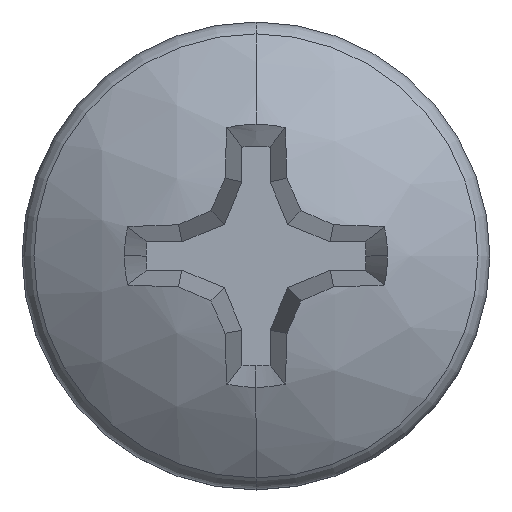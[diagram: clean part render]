
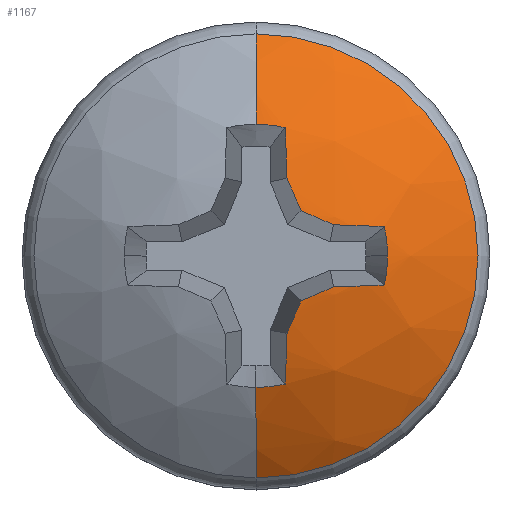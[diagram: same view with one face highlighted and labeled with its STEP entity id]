
A CAD part, top view. The second image highlights one B-rep face of the part: STEP entity #1167.
In plain terms, the highlighted spherical face has radius 3.25 mm.
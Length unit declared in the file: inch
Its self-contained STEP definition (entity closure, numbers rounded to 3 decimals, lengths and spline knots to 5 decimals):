
#50 = ORIENTED_EDGE ( 'NONE', *, *, #4592, .T. ) ;
#180 = CARTESIAN_POINT ( 'NONE',  ( 0., 0., 0.05308 ) ) ;
#313 = EDGE_CURVE ( 'NONE', #374, #1449, #1302, .T. ) ;
#315 = DIRECTION ( 'NONE',  ( 0.122, 0., 0.993 ) ) ;
#348 = DIRECTION ( 'NONE',  ( 0.993, 0., -0.122 ) ) ;
#372 = CARTESIAN_POINT ( 'NONE',  ( 0., 0., -0.06596 ) ) ;
#374 = VERTEX_POINT ( 'NONE', #2785 ) ;
#489 = EDGE_CURVE ( 'NONE', #5022, #5306, #2711, .T. ) ;
#536 = CARTESIAN_POINT ( 'NONE',  ( 0., -0.00415, -0.06545 ) ) ;
#600 = ORIENTED_EDGE ( 'NONE', *, *, #1140, .T. ) ;
#641 = EDGE_CURVE ( 'NONE', #3246, #4456, #3965, .T. ) ;
#671 = CIRCLE ( 'NONE', #6134, 0.04693 ) ;
#679 = ORIENTED_EDGE ( 'NONE', *, *, #6225, .F. ) ;
#750 = EDGE_CURVE ( 'NONE', #3334, #374, #671, .T. ) ;
#792 = AXIS2_PLACEMENT_3D ( 'NONE', #3291, #1855, #3270 ) ;
#833 = CARTESIAN_POINT ( 'NONE',  ( 0., 0., -0.06596 ) ) ;
#841 = CARTESIAN_POINT ( 'NONE',  ( 0.01607, 0.01607, 0.05997 ) ) ;
#970 = DIRECTION ( 'NONE',  ( -1., 0., 0. ) ) ;
#1134 = DIRECTION ( 'NONE',  ( 0., 0.993, -0.122 ) ) ;
#1140 = EDGE_CURVE ( 'NONE', #1595, #4531, #1531, .T. ) ;
#1167 = ADVANCED_FACE ( 'NONE', ( #6491 ), #5001, .T. ) ;
#1276 = CARTESIAN_POINT ( 'NONE',  ( 0.00504, -0.00209, -0.06663 ) ) ;
#1284 = AXIS2_PLACEMENT_3D ( 'NONE', #833, #6449, #1872 ) ;
#1302 = CIRCLE ( 'NONE', #792, 0.04693 ) ;
#1325 = ORIENTED_EDGE ( 'NONE', *, *, #1770, .F. ) ;
#1356 = DIRECTION ( 'NONE',  ( -1., 0., 0. ) ) ;
#1423 = EDGE_CURVE ( 'NONE', #5553, #3334, #3812, .T. ) ;
#1448 = CARTESIAN_POINT ( 'NONE',  ( 0.01107, -0.02768, 0.05848 ) ) ;
#1449 = VERTEX_POINT ( 'NONE', #5570 ) ;
#1461 = CARTESIAN_POINT ( 'NONE',  ( 0., 0., 0.05308 ) ) ;
#1483 = CIRCLE ( 'NONE', #3129, 0.12784 ) ;
#1531 = CIRCLE ( 'NONE', #1284, 0.12796 ) ;
#1576 = ORIENTED_EDGE ( 'NONE', *, *, #4350, .T. ) ;
#1595 = VERTEX_POINT ( 'NONE', #3156 ) ;
#1624 = CARTESIAN_POINT ( 'NONE',  ( 0.02768, 0.01107, 0.05848 ) ) ;
#1697 = CARTESIAN_POINT ( 'NONE',  ( 0., 0.00415, -0.06545 ) ) ;
#1770 = EDGE_CURVE ( 'NONE', #3246, #4112, #5710, .T. ) ;
#1855 = DIRECTION ( 'NONE',  ( 0., 0., -1. ) ) ;
#1872 = DIRECTION ( 'NONE',  ( 0., 1., 0. ) ) ;
#1951 = AXIS2_PLACEMENT_3D ( 'NONE', #372, #2430, #4853 ) ;
#2032 = CARTESIAN_POINT ( 'NONE',  ( 0., 0.07925, 0.0345 ) ) ;
#2075 = CARTESIAN_POINT ( 'NONE',  ( 0.01041, -0.04576, 0.05308 ) ) ;
#2173 = AXIS2_PLACEMENT_3D ( 'NONE', #3316, #2766, #4343 ) ;
#2217 = AXIS2_PLACEMENT_3D ( 'NONE', #180, #5196, #2718 ) ;
#2347 = ORIENTED_EDGE ( 'NONE', *, *, #489, .T. ) ;
#2428 = DIRECTION ( 'NONE',  ( -0.383, -0.924, 0. ) ) ;
#2430 = DIRECTION ( 'NONE',  ( 1., 0., 0. ) ) ;
#2519 = CARTESIAN_POINT ( 'NONE',  ( 0.00209, -0.00504, -0.06663 ) ) ;
#2566 = EDGE_CURVE ( 'NONE', #4456, #5022, #4912, .T. ) ;
#2711 = CIRCLE ( 'NONE', #2173, 0.12784 ) ;
#2718 = DIRECTION ( 'NONE',  ( 0., 1., 0. ) ) ;
#2744 = DIRECTION ( 'NONE',  ( 0., 0., 1. ) ) ;
#2766 = DIRECTION ( 'NONE',  ( 0.917, 0.38, -0.122 ) ) ;
#2785 = CARTESIAN_POINT ( 'NONE',  ( 0.04693, 0., 0.05308 ) ) ;
#2789 = DIRECTION ( 'NONE',  ( -1., 0., 0. ) ) ;
#2914 = DIRECTION ( 'NONE',  ( 0., 0., -1. ) ) ;
#2924 = EDGE_CURVE ( 'NONE', #4999, #3108, #6250, .T. ) ;
#3102 = DIRECTION ( 'NONE',  ( 0., 1., 0. ) ) ;
#3108 = VERTEX_POINT ( 'NONE', #5439 ) ;
#3116 = CARTESIAN_POINT ( 'NONE',  ( 0.02768, -0.01107, 0.05848 ) ) ;
#3129 = AXIS2_PLACEMENT_3D ( 'NONE', #4079, #5186, #4603 ) ;
#3155 = CARTESIAN_POINT ( 'NONE',  ( 0.01107, 0.02768, 0.05848 ) ) ;
#3156 = CARTESIAN_POINT ( 'NONE',  ( 0., -0.04693, 0.05308 ) ) ;
#3214 = ORIENTED_EDGE ( 'NONE', *, *, #4749, .T. ) ;
#3246 = VERTEX_POINT ( 'NONE', #3981 ) ;
#3269 = ORIENTED_EDGE ( 'NONE', *, *, #1423, .T. ) ;
#3270 = DIRECTION ( 'NONE',  ( -1., 0., 0. ) ) ;
#3291 = CARTESIAN_POINT ( 'NONE',  ( 0., 0., 0.05308 ) ) ;
#3300 = AXIS2_PLACEMENT_3D ( 'NONE', #1697, #4202, #4641 ) ;
#3304 = AXIS2_PLACEMENT_3D ( 'NONE', #5377, #2914, #1356 ) ;
#3316 = CARTESIAN_POINT ( 'NONE',  ( 0.00504, 0.00209, -0.06663 ) ) ;
#3334 = VERTEX_POINT ( 'NONE', #5018 ) ;
#3424 = AXIS2_PLACEMENT_3D ( 'NONE', #3630, #3584, #3102 ) ;
#3444 = EDGE_CURVE ( 'NONE', #1449, #4999, #4668, .T. ) ;
#3455 = AXIS2_PLACEMENT_3D ( 'NONE', #2519, #3565, #3542 ) ;
#3506 = ORIENTED_EDGE ( 'NONE', *, *, #3444, .T. ) ;
#3527 = ORIENTED_EDGE ( 'NONE', *, *, #750, .T. ) ;
#3542 = DIRECTION ( 'NONE',  ( -0.924, -0.383, 0. ) ) ;
#3565 = DIRECTION ( 'NONE',  ( 0.38, -0.917, -0.122 ) ) ;
#3584 = DIRECTION ( 'NONE',  ( 0., 0., -1. ) ) ;
#3630 = CARTESIAN_POINT ( 'NONE',  ( 0., 0., 0.0345 ) ) ;
#3660 = ORIENTED_EDGE ( 'NONE', *, *, #2566, .T. ) ;
#3746 = ORIENTED_EDGE ( 'NONE', *, *, #2924, .T. ) ;
#3812 = CIRCLE ( 'NONE', #5868, 0.12789 ) ;
#3965 = CIRCLE ( 'NONE', #3304, 0.04693 ) ;
#3981 = CARTESIAN_POINT ( 'NONE',  ( 0., 0.04693, 0.05308 ) ) ;
#4079 = CARTESIAN_POINT ( 'NONE',  ( 0.00209, 0.00504, -0.06663 ) ) ;
#4099 = DIRECTION ( 'NONE',  ( -0.122, 0., -0.993 ) ) ;
#4112 = VERTEX_POINT ( 'NONE', #2032 ) ;
#4202 = DIRECTION ( 'NONE',  ( 0., -0.993, -0.122 ) ) ;
#4331 = DIRECTION ( 'NONE',  ( 0.917, -0.38, -0.122 ) ) ;
#4343 = DIRECTION ( 'NONE',  ( 0.383, -0.924, 0. ) ) ;
#4350 = EDGE_CURVE ( 'NONE', #5306, #5553, #1483, .T. ) ;
#4429 = ORIENTED_EDGE ( 'NONE', *, *, #5632, .T. ) ;
#4456 = VERTEX_POINT ( 'NONE', #5993 ) ;
#4496 = CIRCLE ( 'NONE', #2217, 0.04693 ) ;
#4531 = VERTEX_POINT ( 'NONE', #6467 ) ;
#4592 = EDGE_CURVE ( 'NONE', #4879, #6354, #5962, .T. ) ;
#4603 = DIRECTION ( 'NONE',  ( 0.924, -0.383, 0. ) ) ;
#4612 = AXIS2_PLACEMENT_3D ( 'NONE', #6162, #6076, #4099 ) ;
#4641 = DIRECTION ( 'NONE',  ( 0., -0.122, 0.993 ) ) ;
#4668 = CIRCLE ( 'NONE', #3300, 0.12789 ) ;
#4749 = EDGE_CURVE ( 'NONE', #3108, #4879, #5726, .T. ) ;
#4853 = DIRECTION ( 'NONE',  ( 0., 1., 0. ) ) ;
#4864 = CARTESIAN_POINT ( 'NONE',  ( 0., 0., -0.06596 ) ) ;
#4879 = VERTEX_POINT ( 'NONE', #1448 ) ;
#4912 = CIRCLE ( 'NONE', #5500, 0.12789 ) ;
#4999 = VERTEX_POINT ( 'NONE', #3116 ) ;
#5001 = SPHERICAL_SURFACE ( 'NONE', #1951, 0.12796 ) ;
#5018 = CARTESIAN_POINT ( 'NONE',  ( 0.04576, 0.01041, 0.05308 ) ) ;
#5022 = VERTEX_POINT ( 'NONE', #3155 ) ;
#5084 = DIRECTION ( 'NONE',  ( 0., -0.122, -0.993 ) ) ;
#5186 = DIRECTION ( 'NONE',  ( 0.38, 0.917, -0.122 ) ) ;
#5196 = DIRECTION ( 'NONE',  ( 0., 0., -1. ) ) ;
#5306 = VERTEX_POINT ( 'NONE', #841 ) ;
#5377 = CARTESIAN_POINT ( 'NONE',  ( 0., 0., 0.05308 ) ) ;
#5439 = CARTESIAN_POINT ( 'NONE',  ( 0.01607, -0.01607, 0.05997 ) ) ;
#5442 = CIRCLE ( 'NONE', #3424, 0.07925 ) ;
#5500 = AXIS2_PLACEMENT_3D ( 'NONE', #6311, #348, #315 ) ;
#5532 = ORIENTED_EDGE ( 'NONE', *, *, #313, .T. ) ;
#5553 = VERTEX_POINT ( 'NONE', #1624 ) ;
#5570 = CARTESIAN_POINT ( 'NONE',  ( 0.04576, -0.01041, 0.05308 ) ) ;
#5632 = EDGE_CURVE ( 'NONE', #6354, #1595, #4496, .T. ) ;
#5710 = CIRCLE ( 'NONE', #6208, 0.12796 ) ;
#5726 = CIRCLE ( 'NONE', #6088, 0.12784 ) ;
#5868 = AXIS2_PLACEMENT_3D ( 'NONE', #536, #1134, #5084 ) ;
#5962 = CIRCLE ( 'NONE', #4612, 0.12789 ) ;
#5988 = DIRECTION ( 'NONE',  ( 0., 0., -1. ) ) ;
#5993 = CARTESIAN_POINT ( 'NONE',  ( 0.01041, 0.04576, 0.05308 ) ) ;
#6076 = DIRECTION ( 'NONE',  ( 0.993, 0., -0.122 ) ) ;
#6088 = AXIS2_PLACEMENT_3D ( 'NONE', #1276, #4331, #2428 ) ;
#6115 = ORIENTED_EDGE ( 'NONE', *, *, #641, .T. ) ;
#6134 = AXIS2_PLACEMENT_3D ( 'NONE', #1461, #5988, #970 ) ;
#6162 = CARTESIAN_POINT ( 'NONE',  ( -0.00415, 0., -0.06545 ) ) ;
#6208 = AXIS2_PLACEMENT_3D ( 'NONE', #4864, #2789, #2744 ) ;
#6225 = EDGE_CURVE ( 'NONE', #4112, #4531, #5442, .T. ) ;
#6250 = CIRCLE ( 'NONE', #3455, 0.12784 ) ;
#6311 = CARTESIAN_POINT ( 'NONE',  ( -0.00415, 0., -0.06545 ) ) ;
#6354 = VERTEX_POINT ( 'NONE', #2075 ) ;
#6449 = DIRECTION ( 'NONE',  ( 1., 0., 0. ) ) ;
#6467 = CARTESIAN_POINT ( 'NONE',  ( 0., -0.07925, 0.0345 ) ) ;
#6491 = FACE_OUTER_BOUND ( 'NONE', #6507, .T. ) ;
#6507 = EDGE_LOOP ( 'NONE', ( #4429, #600, #679, #1325, #6115, #3660, #2347, #1576, #3269, #3527, #5532, #3506, #3746, #3214, #50 ) ) ;
